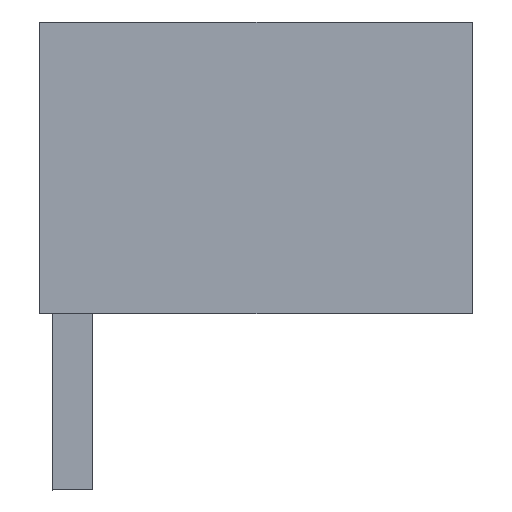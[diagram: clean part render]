
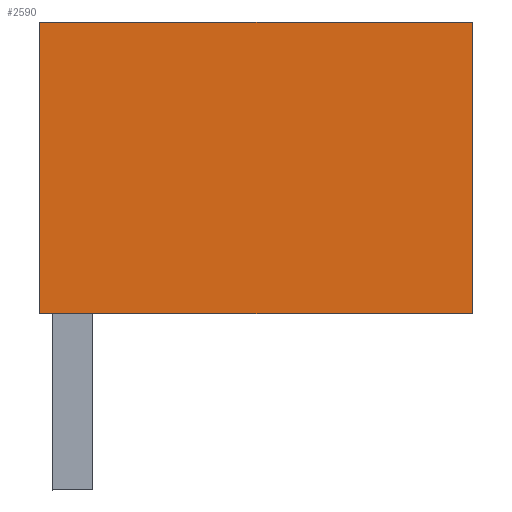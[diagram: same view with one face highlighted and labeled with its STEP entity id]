
A CAD part, left-side view. The second image highlights one B-rep face of the part: STEP entity #2590.
In plain terms, the highlighted planar face has unit normal (-1, 0, 0).
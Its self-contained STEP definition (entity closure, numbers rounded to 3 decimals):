
#2577=AXIS2_PLACEMENT_3D('Plane Axis2P3D',#2574,#2575,#2576) ;
#752=CARTESIAN_POINT('Vertex',(0.,11.05,4.5)) ;
#755=CARTESIAN_POINT('Line Origine',(0.,11.05,8.225)) ;
#759=CARTESIAN_POINT('Vertex',(0.,11.05,11.95)) ;
#1031=CARTESIAN_POINT('Line Origine',(0.,5.525,4.5)) ;
#1035=CARTESIAN_POINT('Vertex',(0.,0.,4.5)) ;
#1958=CARTESIAN_POINT('Line Origine',(0.,5.525,11.95)) ;
#1962=CARTESIAN_POINT('Vertex',(0.,0.,11.95)) ;
#2574=CARTESIAN_POINT('Axis2P3D Location',(0.,11.05,1.3)) ;
#2579=CARTESIAN_POINT('Line Origine',(0.,0.,8.225)) ;
#756=DIRECTION('Vector Direction',(0.,0.,-1.)) ;
#1032=DIRECTION('Vector Direction',(0.,1.,0.)) ;
#1959=DIRECTION('Vector Direction',(0.,-1.,0.)) ;
#2575=DIRECTION('Axis2P3D Direction',(-1.,0.,0.)) ;
#2576=DIRECTION('Axis2P3D XDirection',(0.,-1.,0.)) ;
#2580=DIRECTION('Vector Direction',(0.,0.,1.)) ;
#757=VECTOR('Line Direction',#756,1.) ;
#1033=VECTOR('Line Direction',#1032,1.) ;
#1960=VECTOR('Line Direction',#1959,1.) ;
#2581=VECTOR('Line Direction',#2580,1.) ;
#2585=ORIENTED_EDGE('',*,*,#761,.T.) ;
#2586=ORIENTED_EDGE('',*,*,#1037,.T.) ;
#2587=ORIENTED_EDGE('',*,*,#2583,.T.) ;
#2588=ORIENTED_EDGE('',*,*,#1964,.T.) ;
#2590=ADVANCED_FACE('HOUSING',(#2589),#2578,.T.) ;
#761=EDGE_CURVE('',#760,#753,#758,.T.) ;
#1037=EDGE_CURVE('',#753,#1036,#1034,.F.) ;
#1964=EDGE_CURVE('',#1963,#760,#1961,.F.) ;
#2583=EDGE_CURVE('',#1036,#1963,#2582,.T.) ;
#2584=EDGE_LOOP('',(#2585,#2586,#2587,#2588)) ;
#2589=FACE_OUTER_BOUND('',#2584,.T.) ;
#758=LINE('Line',#755,#757) ;
#1034=LINE('Line',#1031,#1033) ;
#1961=LINE('Line',#1958,#1960) ;
#2582=LINE('Line',#2579,#2581) ;
#2578=PLANE('',#2577) ;
#753=VERTEX_POINT('',#752) ;
#760=VERTEX_POINT('',#759) ;
#1036=VERTEX_POINT('',#1035) ;
#1963=VERTEX_POINT('',#1962) ;
